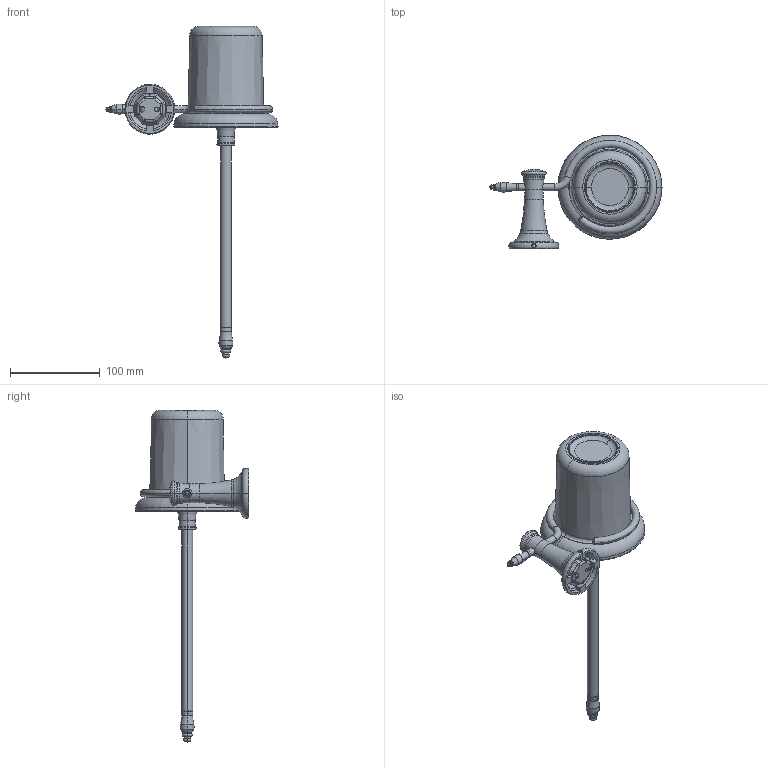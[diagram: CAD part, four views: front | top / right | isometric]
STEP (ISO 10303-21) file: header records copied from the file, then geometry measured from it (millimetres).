
FILE_DESCRIPTION((''),'2;1');
FILE_NAME('56005_ASM','2020-11-09T18:57:29',('Administrator'),(''),'CREO PARAMETRIC BY PTC INC, 2019080','CREO PARAMETRIC BY PTC INC, 2019080','');
FILE_SCHEMA(('AUTOMOTIVE_DESIGN { 1 0 10303 214 1 1 1 1 }'));
Length unit declared in the file: millimetre
Products named in the file (17): P565500; P565031; P565040; P285520; SHUATOU; MATONGBEI; MATONGSHA_ASM; P565540; P565541; P565550; P565551; P565531_ASM; MNP105020; P565530_ASM; P235020; 5X12; 56005_ASM
Assembly tree (16 placements, depth 4):
  56005_ASM
    P565500
    P565031
    P565040
    P285520
    MATONGSHA_ASM
      SHUATOU
      MATONGBEI
    P565540
    P565530_ASM
      P565541
      P565531_ASM
        P565550
        P565551
      MNP105020
    P235020
    5X12
Bounding box: 191.19 x 126.46 x 368.9 mm (x, y, z)
Volume: 496578.8 mm3; surface area: 150025.4 mm2
Topology: 13 solids, 23 shells, 542 faces, 1340 edges, 836 vertices
Faces by surface type: cylinder 238, plane 102, torus 82, bspline 62, cone 48, sphere 8, revolution 2
Entity records: 33153 total; most frequent: CARTESIAN_POINT 19882, ORIENTED_EDGE 2608, DIRECTION 2511, EDGE_CURVE 1324, AXIS2_PLACEMENT_3D 1024, VERTEX_POINT 836, EDGE_LOOP 586, FACE_OUTER_BOUND 542
